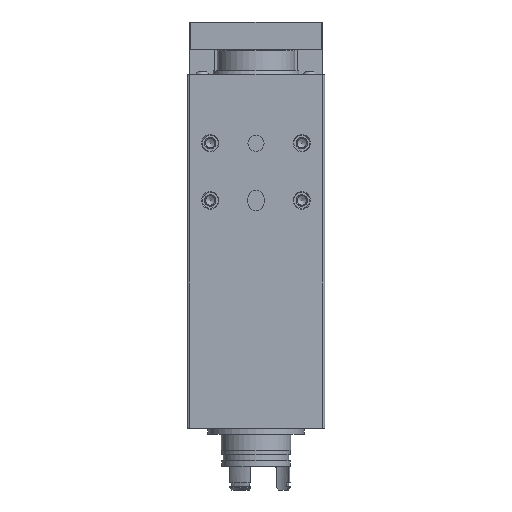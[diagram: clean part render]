
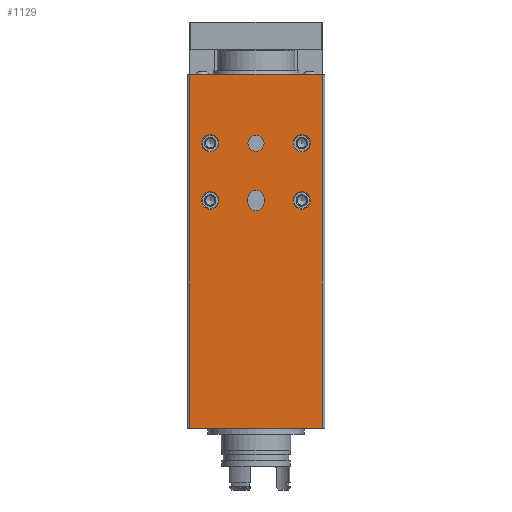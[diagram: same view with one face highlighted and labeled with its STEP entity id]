
A CAD part, front view. The second image highlights one B-rep face of the part: STEP entity #1129.
In plain terms, the highlighted planar face has unit normal (0, -1, 0).
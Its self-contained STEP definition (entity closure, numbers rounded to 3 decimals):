
#1129 = ADVANCED_FACE( '', ( #2658, #2659, #2660, #2661, #2662, #2663, #2664 ), #2665, .F. );
#2658 = FACE_BOUND( '', #4732, .T. );
#2659 = FACE_BOUND( '', #4733, .T. );
#2660 = FACE_BOUND( '', #4734, .T. );
#2661 = FACE_BOUND( '', #4735, .T. );
#2662 = FACE_OUTER_BOUND( '', #4736, .T. );
#2663 = FACE_BOUND( '', #4737, .T. );
#2664 = FACE_BOUND( '', #4738, .T. );
#2665 = PLANE( '', #4739 );
#4732 = EDGE_LOOP( '', ( #7755 ) );
#4733 = EDGE_LOOP( '', ( #7756 ) );
#4734 = EDGE_LOOP( '', ( #7757 ) );
#4735 = EDGE_LOOP( '', ( #7758 ) );
#4736 = EDGE_LOOP( '', ( #7759, #7760, #7761, #7762 ) );
#4737 = EDGE_LOOP( '', ( #7763 ) );
#4738 = EDGE_LOOP( '', ( #7764, #7765, #7766, #7767 ) );
#4739 = AXIS2_PLACEMENT_3D( '', #7768, #7769, #7770 );
#7755 = ORIENTED_EDGE( '', *, *, #11990, .F. );
#7756 = ORIENTED_EDGE( '', *, *, #11158, .F. );
#7757 = ORIENTED_EDGE( '', *, *, #11991, .F. );
#7758 = ORIENTED_EDGE( '', *, *, #11992, .F. );
#7759 = ORIENTED_EDGE( '', *, *, #11993, .T. );
#7760 = ORIENTED_EDGE( '', *, *, #11706, .F. );
#7761 = ORIENTED_EDGE( '', *, *, #11994, .F. );
#7762 = ORIENTED_EDGE( '', *, *, #11995, .T. );
#7763 = ORIENTED_EDGE( '', *, *, #11996, .T. );
#7764 = ORIENTED_EDGE( '', *, *, #11997, .T. );
#7765 = ORIENTED_EDGE( '', *, *, #11407, .T. );
#7766 = ORIENTED_EDGE( '', *, *, #11651, .T. );
#7767 = ORIENTED_EDGE( '', *, *, #11998, .T. );
#7768 = CARTESIAN_POINT( '', ( -29., -30., 154.5 ) );
#7769 = DIRECTION( '', ( 0., 1., 0. ) );
#7770 = DIRECTION( '', ( 0., 0., 1. ) );
#11158 = EDGE_CURVE( '', #13111, #13111, #13112, .T. );
#11407 = EDGE_CURVE( '', #13550, #13551, #13552, .T. );
#11651 = EDGE_CURVE( '', #13551, #13960, #13961, .T. );
#11706 = EDGE_CURVE( '', #14049, #14044, #14051, .T. );
#11990 = EDGE_CURVE( '', #14492, #14492, #14493, .T. );
#11991 = EDGE_CURVE( '', #14494, #14494, #14495, .T. );
#11992 = EDGE_CURVE( '', #14496, #14496, #14497, .T. );
#11993 = EDGE_CURVE( '', #14498, #14044, #14499, .T. );
#11994 = EDGE_CURVE( '', #14500, #14049, #14501, .T. );
#11995 = EDGE_CURVE( '', #14500, #14498, #14502, .T. );
#11996 = EDGE_CURVE( '', #14503, #14503, #14504, .T. );
#11997 = EDGE_CURVE( '', #14505, #13550, #14506, .T. );
#11998 = EDGE_CURVE( '', #13960, #14505, #14507, .T. );
#13111 = VERTEX_POINT( '', #15970 );
#13112 = CIRCLE( '', #15971, 3.8 );
#13550 = VERTEX_POINT( '', #16638 );
#13551 = VERTEX_POINT( '', #16639 );
#13552 = LINE( '', #16640, #16641 );
#13960 = VERTEX_POINT( '', #17193 );
#13961 = CIRCLE( '', #17194, 3.5 );
#14044 = VERTEX_POINT( '', #17348 );
#14049 = VERTEX_POINT( '', #17354 );
#14051 = LINE( '', #17356, #17357 );
#14492 = VERTEX_POINT( '', #18033 );
#14493 = CIRCLE( '', #18034, 3.8 );
#14494 = VERTEX_POINT( '', #18035 );
#14495 = CIRCLE( '', #18036, 3.8 );
#14496 = VERTEX_POINT( '', #18037 );
#14497 = CIRCLE( '', #18038, 3.8 );
#14498 = VERTEX_POINT( '', #18039 );
#14499 = LINE( '', #18040, #18041 );
#14500 = VERTEX_POINT( '', #18042 );
#14501 = LINE( '', #18043, #18044 );
#14502 = LINE( '', #18045, #18046 );
#14503 = VERTEX_POINT( '', #18047 );
#14504 = CIRCLE( '', #18048, 3.5 );
#14505 = VERTEX_POINT( '', #18049 );
#14506 = CIRCLE( '', #18050, 3.5 );
#14507 = LINE( '', #18051, #18052 );
#15970 = CARTESIAN_POINT( '', ( -20., -30., 95.7 ) );
#15971 = AXIS2_PLACEMENT_3D( '', #20070, #20071, #20072 );
#16638 = CARTESIAN_POINT( '', ( -3.5, -30., 98.5 ) );
#16639 = CARTESIAN_POINT( '', ( -3.5, -30., 100.5 ) );
#16640 = CARTESIAN_POINT( '', ( -3.5, -30., 98.5 ) );
#16641 = VECTOR( '', #20434, 1000. );
#17193 = CARTESIAN_POINT( '', ( 3.5, -30., 100.5 ) );
#17194 = AXIS2_PLACEMENT_3D( '', #20813, #20814, #20815 );
#17348 = CARTESIAN_POINT( '', ( 29., -30., 0. ) );
#17354 = CARTESIAN_POINT( '', ( 29., -30., 154.5 ) );
#17356 = CARTESIAN_POINT( '', ( 29., -30., 154.5 ) );
#17357 = VECTOR( '', #20872, 1000. );
#18033 = CARTESIAN_POINT( '', ( -20., -30., 120.7 ) );
#18034 = AXIS2_PLACEMENT_3D( '', #21229, #21230, #21231 );
#18035 = CARTESIAN_POINT( '', ( 20., -30., 95.7 ) );
#18036 = AXIS2_PLACEMENT_3D( '', #21232, #21233, #21234 );
#18037 = CARTESIAN_POINT( '', ( 20., -30., 120.7 ) );
#18038 = AXIS2_PLACEMENT_3D( '', #21235, #21236, #21237 );
#18039 = CARTESIAN_POINT( '', ( -29., -30., 0. ) );
#18040 = CARTESIAN_POINT( '', ( -29., -30., 0. ) );
#18041 = VECTOR( '', #21238, 1000. );
#18042 = CARTESIAN_POINT( '', ( -29., -30., 154.5 ) );
#18043 = CARTESIAN_POINT( '', ( -29., -30., 154.5 ) );
#18044 = VECTOR( '', #21239, 1000. );
#18045 = CARTESIAN_POINT( '', ( -29., -30., 154.5 ) );
#18046 = VECTOR( '', #21240, 1000. );
#18047 = CARTESIAN_POINT( '', ( 3.5, -30., 124.5 ) );
#18048 = AXIS2_PLACEMENT_3D( '', #21241, #21242, #21243 );
#18049 = CARTESIAN_POINT( '', ( 3.5, -30., 98.5 ) );
#18050 = AXIS2_PLACEMENT_3D( '', #21244, #21245, #21246 );
#18051 = CARTESIAN_POINT( '', ( 3.5, -30., 100.5 ) );
#18052 = VECTOR( '', #21247, 1000. );
#20070 = CARTESIAN_POINT( '', ( -20., -30., 99.5 ) );
#20071 = DIRECTION( '', ( 0., -1., 0. ) );
#20072 = DIRECTION( '', ( 0., 0., -1. ) );
#20434 = DIRECTION( '', ( 0., 0., 1. ) );
#20813 = CARTESIAN_POINT( '', ( 0., -30., 100.5 ) );
#20814 = DIRECTION( '', ( 0., 1., 0. ) );
#20815 = DIRECTION( '', ( 1., 0., 0. ) );
#20872 = DIRECTION( '', ( 0., 0., -1. ) );
#21229 = CARTESIAN_POINT( '', ( -20., -30., 124.5 ) );
#21230 = DIRECTION( '', ( 0., -1., 0. ) );
#21231 = DIRECTION( '', ( 0., 0., -1. ) );
#21232 = CARTESIAN_POINT( '', ( 20., -30., 99.5 ) );
#21233 = DIRECTION( '', ( 0., -1., 0. ) );
#21234 = DIRECTION( '', ( 0., 0., -1. ) );
#21235 = CARTESIAN_POINT( '', ( 20., -30., 124.5 ) );
#21236 = DIRECTION( '', ( 0., -1., 0. ) );
#21237 = DIRECTION( '', ( 0., 0., -1. ) );
#21238 = DIRECTION( '', ( 1., 0., 0. ) );
#21239 = DIRECTION( '', ( 1., 0., 0. ) );
#21240 = DIRECTION( '', ( 0., 0., -1. ) );
#21241 = CARTESIAN_POINT( '', ( 0., -30., 124.5 ) );
#21242 = DIRECTION( '', ( 0., 1., 0. ) );
#21243 = DIRECTION( '', ( 1., 0., 0. ) );
#21244 = CARTESIAN_POINT( '', ( 0., -30., 98.5 ) );
#21245 = DIRECTION( '', ( 0., 1., 0. ) );
#21246 = DIRECTION( '', ( 1., 0., 0. ) );
#21247 = DIRECTION( '', ( 0., 0., -1. ) );
